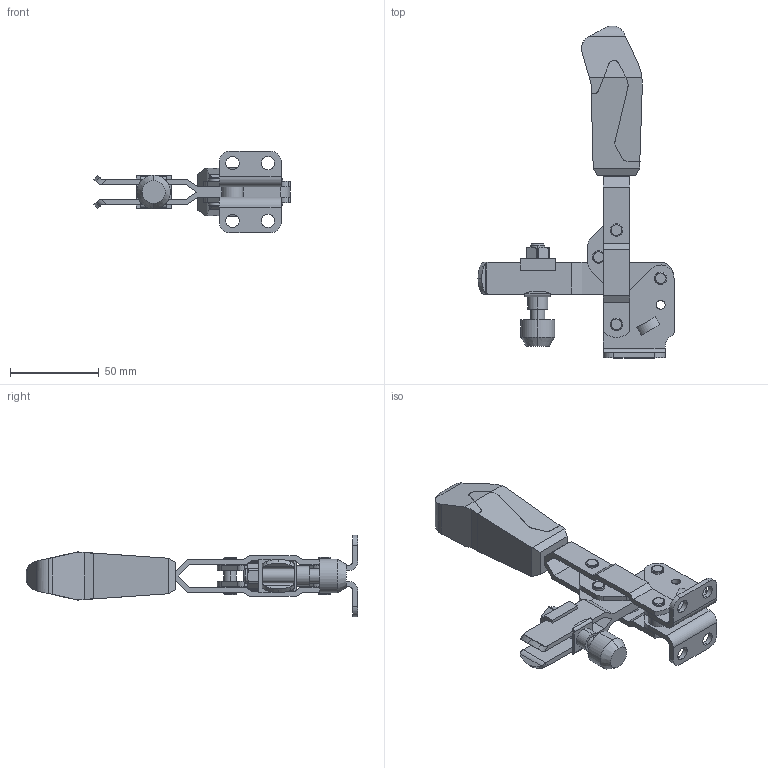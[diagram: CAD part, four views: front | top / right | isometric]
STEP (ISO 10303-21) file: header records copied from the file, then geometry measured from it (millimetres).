
FILE_DESCRIPTION(('STEP AP214'),'1');
FILE_NAME('HALDERN_EH_23330_0504.stp','2019-11-14T12:13:36',('TraceParts'),('TraceParts S.A.'),'Spatial InterOp 3D',' ',' ');
FILE_SCHEMA(('AUTOMOTIVE_DESIGN { 1 0 10303 214 1 1 1 1 }'));
Length unit declared in the file: millimetre
Products named in the file (1): HALDERN_EH_23330_0504_1
Bounding box: 110.74 x 187.5 x 46 mm (x, y, z)
Volume: 97970 mm3; surface area: 43642.5 mm2
Topology: 7 solids, 8 shells, 372 faces, 950 edges, 620 vertices
Faces by surface type: plane 175, cylinder 157, bspline 20, cone 20
Entity records: 14711 total; most frequent: CARTESIAN_POINT 2585, ORIENTED_EDGE 1900, DIRECTION 1888, EDGE_CURVE 950, AXIS2_PLACEMENT_3D 671, VERTEX_POINT 620, LINE 546, VECTOR 546
